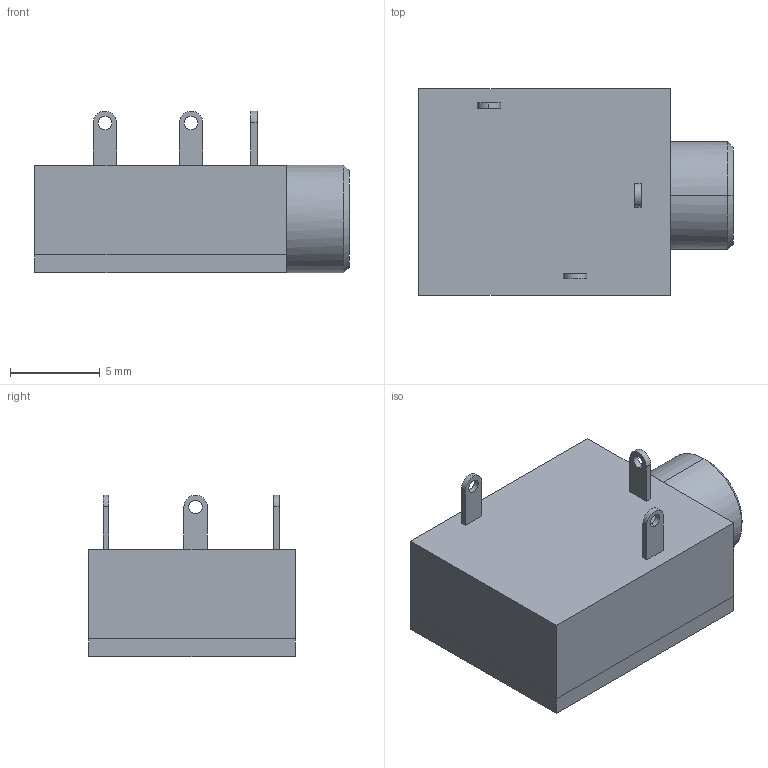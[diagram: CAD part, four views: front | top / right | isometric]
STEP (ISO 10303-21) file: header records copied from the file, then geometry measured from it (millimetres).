
FILE_DESCRIPTION (( 'STEP AP214' ), '1' );
FILE_NAME ('CUI_DEVICES_SJ1-3513N.step', '2019-10-20T22:34:39', ( '' ), ( '' ), 'SwSTEP 2.0', 'SolidWorks 2019', '' );
FILE_SCHEMA (( 'AUTOMOTIVE_DESIGN' ));
Length unit declared in the file: inch
Products named in the file (1): CUI_DEVICES_SJ1-3513N
Bounding box: 17.5 x 11.5 x 9 mm (x, y, z)
Volume: 1031.6 mm3; surface area: 1085.4 mm2
Topology: 2 solids, 2 shells, 44 faces, 102 edges, 66 vertices
Faces by surface type: plane 28, cylinder 14, cone 2
Entity records: 1846 total; most frequent: DIRECTION 224, CARTESIAN_POINT 213, ORIENTED_EDGE 204, EDGE_CURVE 102, AXIS2_PLACEMENT_3D 77, VECTOR 70, LINE 70, VERTEX_POINT 66
